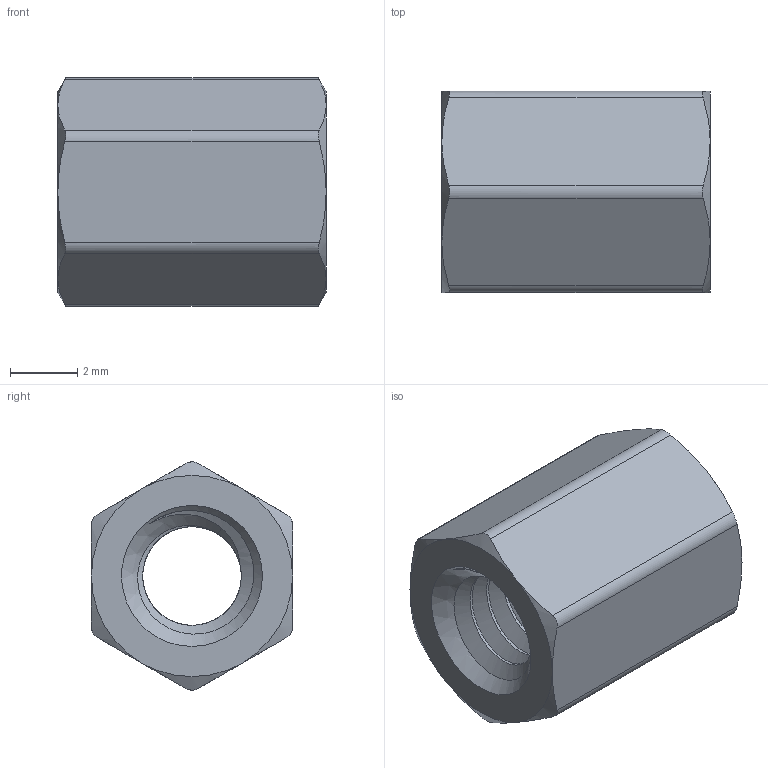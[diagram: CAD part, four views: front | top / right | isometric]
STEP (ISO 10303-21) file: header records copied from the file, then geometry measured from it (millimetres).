
FILE_DESCRIPTION(/* description */ (''),/* implementation_level */ '2;1');
FILE_NAME(/* name */ '91920A596_Female Threaded Hex Standoff_ipt_4757ac79.STEP',/* time_stamp */ '2024-05-28T15:40:47+01:00',/* author */ ('rlndo'),/* organization */ (''),/* preprocessor_version */ 'ST-DEVELOPER v16.13',/* originating_system */ 'Autodesk Inventor 2018',/* authorisation */ '');
FILE_SCHEMA (('AUTOMOTIVE_DESIGN { 1 0 10303 214 3 1 1 }'));
Length unit declared in the file: millimetre
Products named in the file (1): 91920A596_Female Threaded Hex Standoff
Bounding box: 8 x 6 x 6.8 mm (x, y, z)
Volume: 171.3 mm3; surface area: 360.1 mm2
Topology: 1 solids, 1 shells, 32 faces, 79 edges, 49 vertices
Faces by surface type: cone 15, plane 8, cylinder 7, bspline 2
Entity records: 2454 total; most frequent: CARTESIAN_POINT 1809, ORIENTED_EDGE 142, DIRECTION 104, EDGE_CURVE 71, AXIS2_PLACEMENT_3D 46, VERTEX_POINT 44, EDGE_LOOP 35, FACE_OUTER_BOUND 31
